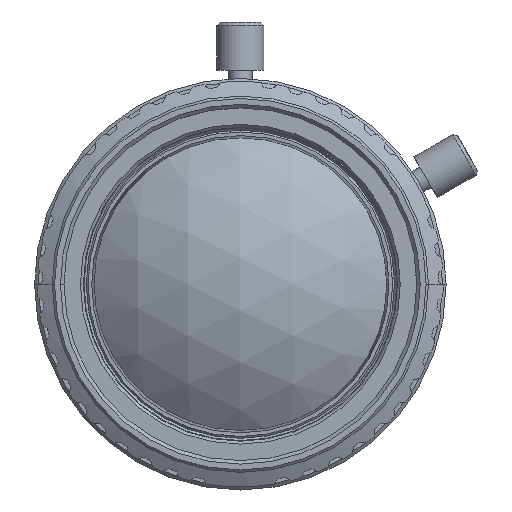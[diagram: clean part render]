
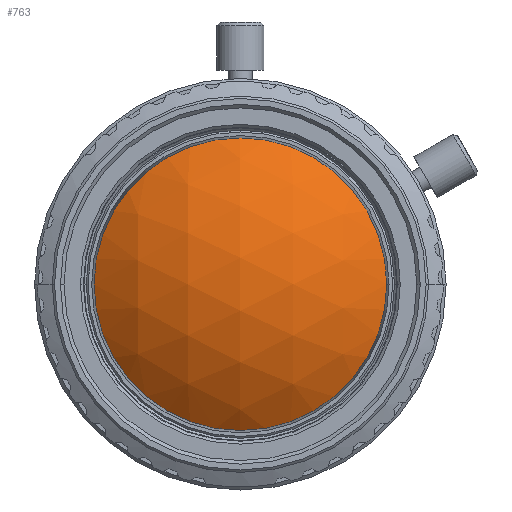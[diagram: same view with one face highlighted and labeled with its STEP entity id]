
A CAD part, front view. The second image highlights one B-rep face of the part: STEP entity #763.
In plain terms, the highlighted spherical face has radius 19.632 mm.
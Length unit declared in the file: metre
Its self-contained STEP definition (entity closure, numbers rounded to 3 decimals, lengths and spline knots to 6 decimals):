
#763=ADVANCED_FACE('0:5270',(#2487),#2488,.T.);
#2487=FACE_OUTER_BOUND('',#4665,.T.);
#2488=SPHERICAL_SURFACE('',#4666,0.019632);
#4665=EDGE_LOOP('',(#10888,#10889,#10890));
#4666=AXIS2_PLACEMENT_3D('',#10891,#10892,#10893);
#10888=ORIENTED_EDGE('',*,*,#16083,.F.);
#10889=ORIENTED_EDGE('',*,*,#16082,.F.);
#10890=ORIENTED_EDGE('',*,*,#16349,.F.);
#10891=CARTESIAN_POINT('',(0.,-0.060849,0.));
#10892=DIRECTION('',(1.0,0.,0.0));
#10893=DIRECTION('',(0.0,0.0,1.0));
#16082=EDGE_CURVE('0:6785',#20084,#20087,#20088,.T.);
#16083=EDGE_CURVE('0:6785',#20087,#20089,#20090,.T.);
#16349=EDGE_CURVE('0:6785',#20089,#20084,#20517,.T.);
#20084=VERTEX_POINT('',#25693);
#20087=VERTEX_POINT('NONE',#25697);
#20088=CIRCLE('',#25698,0.0125);
#20089=VERTEX_POINT('',#25699);
#20090=CIRCLE('',#25700,0.0125);
#20517=CIRCLE('',#26293,0.0125);
#25693=CARTESIAN_POINT('',(-0.0125,-0.075987,0.));
#25697=CARTESIAN_POINT('',(0.,-0.075987,0.0125));
#25698=AXIS2_PLACEMENT_3D('',#31973,#31974,#31975);
#25699=CARTESIAN_POINT('',(0.0125,-0.075987,0.));
#25700=AXIS2_PLACEMENT_3D('',#31976,#31977,#31978);
#26293=AXIS2_PLACEMENT_3D('',#32562,#32563,#32564);
#31973=CARTESIAN_POINT('',(0.,-0.075987,0.));
#31974=DIRECTION('',(0.0,1.0,0.));
#31975=DIRECTION('',(-1.0,0.0,0.0));
#31976=CARTESIAN_POINT('',(0.,-0.075987,0.));
#31977=DIRECTION('',(0.0,1.0,0.));
#31978=DIRECTION('',(-1.0,0.0,0.0));
#32562=CARTESIAN_POINT('',(0.,-0.075987,0.));
#32563=DIRECTION('',(0.0,1.0,0.));
#32564=DIRECTION('',(-1.0,0.0,0.0));
